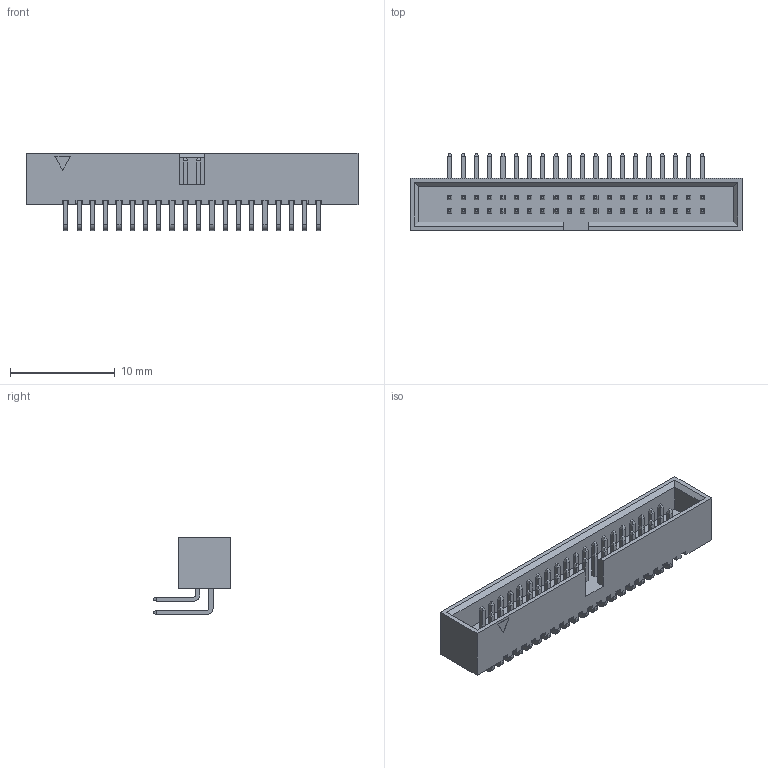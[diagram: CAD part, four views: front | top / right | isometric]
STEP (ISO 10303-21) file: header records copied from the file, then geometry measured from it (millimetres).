
FILE_DESCRIPTION(/* description */ ('Unknown'),/* implementation_level */ '2;1');
FILE_NAME(/* name */ '62704021721',/* time_stamp */ '2020-05-28T16:41:07+02:00',/* author */ ('Unknown'),/* organization */ ('Unknown'),/* preprocessor_version */ 'ST-DEVELOPER v16.7',/* originating_system */ 'DEX',/* authorisation */ $);
FILE_SCHEMA (('AUTOMOTIVE_DESIGN {1 0 10303 214 3 1 1}'));
Length unit declared in the file: millimetre
Products named in the file (4): 6270xx21721; 62704020621; 6270xx21721_Pin longue; 6270xx21721_Pin Courte
Assembly tree (41 placements, depth 2):
  6270xx21721
    62704020621
    6270xx21721_Pin longue  x20
    6270xx21721_Pin Courte  x20
Bounding box: 31.75 x 7.46 x 7.37 mm (x, y, z)
Volume: 496.4 mm3; surface area: 1691.9 mm2
Topology: 41 solids, 41 shells, 1183 faces, 3016 edges, 1876 vertices
Faces by surface type: plane 1103, cylinder 80
Entity records: 20138 total; most frequent: CARTESIAN_POINT 3001, ORIENTED_EDGE 2992, DIRECTION 2586, EDGE_CURVE 1496, LINE 1488, VECTOR 1488, VERTEX_POINT 964, AXIS2_PLACEMENT_3D 549
